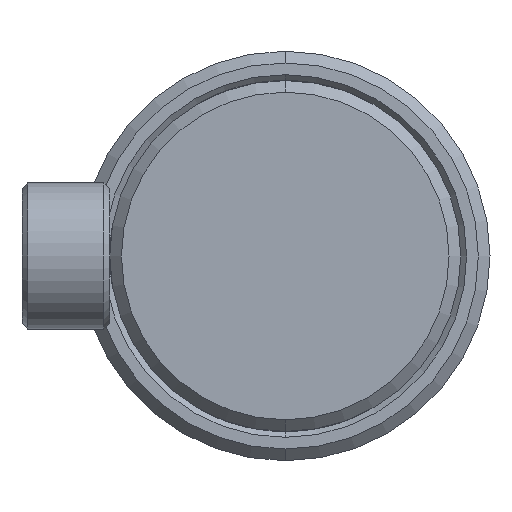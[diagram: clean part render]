
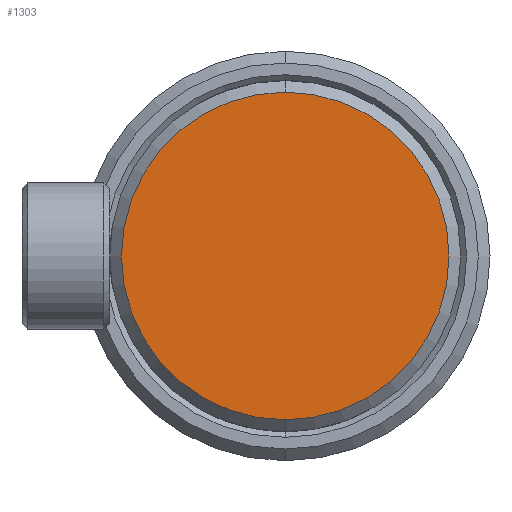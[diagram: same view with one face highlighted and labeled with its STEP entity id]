
A CAD part, left-side view. The second image highlights one B-rep face of the part: STEP entity #1303.
In plain terms, the highlighted planar face has unit normal (-1, 0, 0).
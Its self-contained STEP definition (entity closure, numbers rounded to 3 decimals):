
#21 = AXIS2_PLACEMENT_3D ( 'NONE', #1120, #1137, #1233 ) ;
#65 = VERTEX_POINT ( 'NONE', #460 ) ;
#144 = FACE_OUTER_BOUND ( 'NONE', #2984, .T. ) ;
#173 = VERTEX_POINT ( 'NONE', #2386 ) ;
#256 = AXIS2_PLACEMENT_3D ( 'NONE', #1034, #2770, #1976 ) ;
#373 = EDGE_CURVE ( 'NONE', #173, #65, #2412, .T. ) ;
#460 = CARTESIAN_POINT ( 'NONE',  ( -47., 0., -28. ) ) ;
#545 = PLANE ( 'NONE',  #256 ) ;
#819 = DIRECTION ( 'NONE',  ( -1., 0., 0. ) ) ;
#1034 = CARTESIAN_POINT ( 'NONE',  ( -47., 30., 0. ) ) ;
#1120 = CARTESIAN_POINT ( 'NONE',  ( -47., 0., 0. ) ) ;
#1137 = DIRECTION ( 'NONE',  ( -1., 0., 0. ) ) ;
#1233 = DIRECTION ( 'NONE',  ( 0., 0., -1. ) ) ;
#1303 = ADVANCED_FACE ( 'NONE', ( #144 ), #545, .F. ) ;
#1436 = ORIENTED_EDGE ( 'NONE', *, *, #373, .T. ) ;
#1976 = DIRECTION ( 'NONE',  ( 0., 0., -1. ) ) ;
#2035 = CIRCLE ( 'NONE', #2521, 28. ) ;
#2090 = ORIENTED_EDGE ( 'NONE', *, *, #2413, .T. ) ;
#2306 = CARTESIAN_POINT ( 'NONE',  ( -47., 0., 0. ) ) ;
#2386 = CARTESIAN_POINT ( 'NONE',  ( -47., 0., 28. ) ) ;
#2412 = CIRCLE ( 'NONE', #21, 28. ) ;
#2413 = EDGE_CURVE ( 'NONE', #65, #173, #2035, .T. ) ;
#2521 = AXIS2_PLACEMENT_3D ( 'NONE', #2306, #819, #2548 ) ;
#2548 = DIRECTION ( 'NONE',  ( 0., 0., -1. ) ) ;
#2770 = DIRECTION ( 'NONE',  ( 1., 0., 0. ) ) ;
#2984 = EDGE_LOOP ( 'NONE', ( #2090, #1436 ) ) ;
